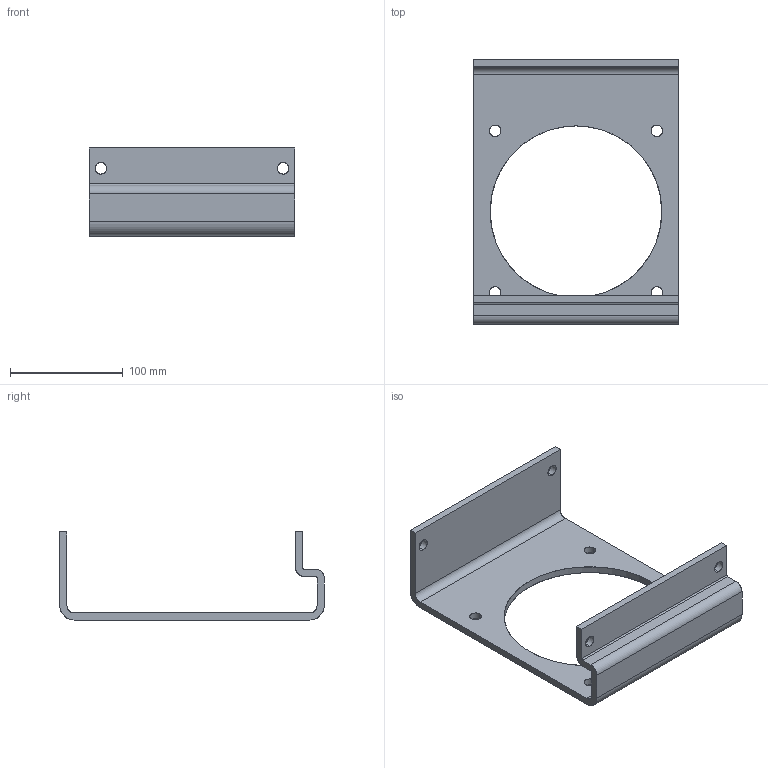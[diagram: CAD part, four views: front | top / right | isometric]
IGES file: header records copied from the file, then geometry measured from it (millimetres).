
Start section: SolidWorks IGES file using analytic representation for surfaces
Global section: file name: 26DEFAU0203104667055.igs; native system: SolidWorks 2011; preprocessor: SolidWorks 2011; author: partstream; date: 110203.104615; units: millimetre
Bounding box: 182.37 x 234.95 x 78.26 mm (x, y, z)
Surface area: 114809.3 mm2 (no closed solid volume)
Topology: 0 solids, 0 shells, 40 faces, 951 edges, 958 vertices
Faces by surface type: revolution 26, bspline 14
